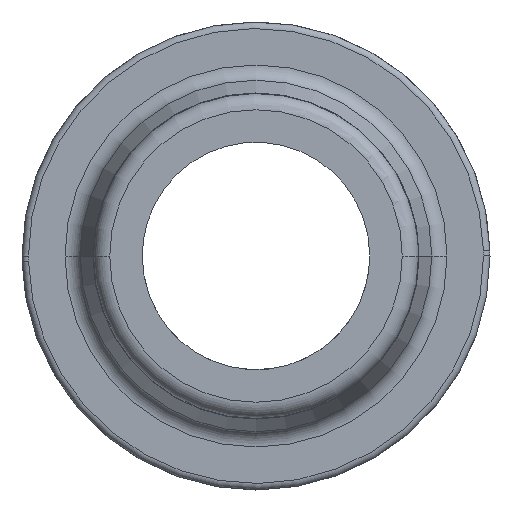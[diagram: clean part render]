
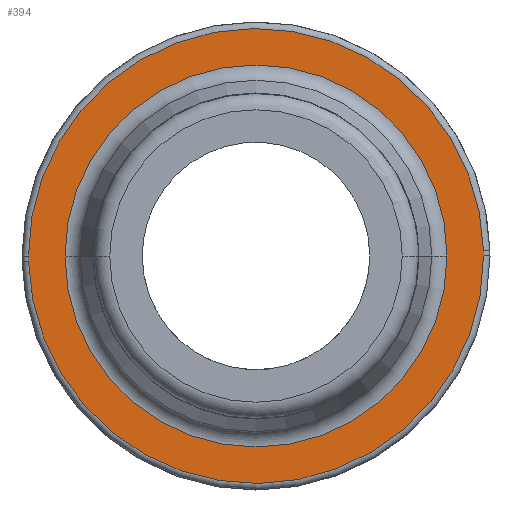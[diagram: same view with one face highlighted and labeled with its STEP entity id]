
A CAD part, front view. The second image highlights one B-rep face of the part: STEP entity #394.
In plain terms, the highlighted planar face has unit normal (0, -1, 0).
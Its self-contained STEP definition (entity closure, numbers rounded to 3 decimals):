
#230=CARTESIAN_POINT('Vertex',(6.998,-11.2,0.157)) ;
#237=CARTESIAN_POINT('Vertex',(-7.,-11.2,0.)) ;
#240=CARTESIAN_POINT('Axis2P3D Location',(0.,-11.2,0.)) ;
#257=CARTESIAN_POINT('Axis2P3D Location',(0.,-11.2,0.)) ;
#261=CARTESIAN_POINT('Vertex',(7.,-11.2,0.)) ;
#333=CARTESIAN_POINT('Vertex',(-6.998,-11.2,-0.157)) ;
#336=CARTESIAN_POINT('Axis2P3D Location',(0.,-11.2,0.)) ;
#353=CARTESIAN_POINT('Axis2P3D Location',(0.,-11.2,0.)) ;
#365=CARTESIAN_POINT('Axis2P3D Location',(0.,-11.2,0.)) ;
#376=CARTESIAN_POINT('Axis2P3D Location',(0.,-11.2,0.)) ;
#380=CARTESIAN_POINT('Vertex',(5.877,-11.2,0.)) ;
#382=CARTESIAN_POINT('Vertex',(-5.877,-11.2,0.)) ;
#385=CARTESIAN_POINT('Axis2P3D Location',(0.,-11.2,0.)) ;
#241=DIRECTION('Axis2P3D Direction',(0.,1.,0.)) ;
#258=DIRECTION('Axis2P3D Direction',(0.,1.,0.)) ;
#337=DIRECTION('Axis2P3D Direction',(-0.,1.,0.)) ;
#354=DIRECTION('Axis2P3D Direction',(-0.,1.,0.)) ;
#366=DIRECTION('Axis2P3D Direction',(-0.,1.,0.)) ;
#367=DIRECTION('Axis2P3D XDirection',(1.,0.,0.)) ;
#377=DIRECTION('Axis2P3D Direction',(-0.,1.,0.)) ;
#386=DIRECTION('Axis2P3D Direction',(-0.,1.,0.)) ;
#242=AXIS2_PLACEMENT_3D('Circle Axis2P3D',#240,#241,$) ;
#259=AXIS2_PLACEMENT_3D('Circle Axis2P3D',#257,#258,$) ;
#338=AXIS2_PLACEMENT_3D('Circle Axis2P3D',#336,#337,$) ;
#355=AXIS2_PLACEMENT_3D('Circle Axis2P3D',#353,#354,$) ;
#368=AXIS2_PLACEMENT_3D('Plane Axis2P3D',#365,#366,#367) ;
#378=AXIS2_PLACEMENT_3D('Circle Axis2P3D',#376,#377,$) ;
#387=AXIS2_PLACEMENT_3D('Circle Axis2P3D',#385,#386,$) ;
#371=ORIENTED_EDGE('',*,*,#263,.F.) ;
#372=ORIENTED_EDGE('',*,*,#244,.F.) ;
#373=ORIENTED_EDGE('',*,*,#357,.F.) ;
#374=ORIENTED_EDGE('',*,*,#340,.F.) ;
#391=ORIENTED_EDGE('',*,*,#384,.T.) ;
#392=ORIENTED_EDGE('',*,*,#389,.T.) ;
#393=FACE_BOUND('',#390,.T.) ;
#394=ADVANCED_FACE('MANIFOLD_SOLID_BREP #1347',(#375,#393),#369,.F.) ;
#243=CIRCLE('generated circle',#242,7.) ;
#260=CIRCLE('generated circle',#259,7.) ;
#339=CIRCLE('generated circle',#338,7.) ;
#356=CIRCLE('generated circle',#355,7.) ;
#379=CIRCLE('generated circle',#378,5.877) ;
#388=CIRCLE('generated circle',#387,5.877) ;
#244=EDGE_CURVE('',#238,#231,#243,.T.) ;
#263=EDGE_CURVE('',#231,#262,#260,.T.) ;
#340=EDGE_CURVE('',#262,#334,#339,.T.) ;
#357=EDGE_CURVE('',#334,#238,#356,.T.) ;
#384=EDGE_CURVE('',#381,#383,#379,.T.) ;
#389=EDGE_CURVE('',#383,#381,#388,.T.) ;
#370=EDGE_LOOP('',(#371,#372,#373,#374)) ;
#390=EDGE_LOOP('',(#391,#392)) ;
#375=FACE_OUTER_BOUND('',#370,.T.) ;
#369=PLANE('',#368) ;
#231=VERTEX_POINT('',#230) ;
#238=VERTEX_POINT('',#237) ;
#262=VERTEX_POINT('',#261) ;
#334=VERTEX_POINT('',#333) ;
#381=VERTEX_POINT('',#380) ;
#383=VERTEX_POINT('',#382) ;
